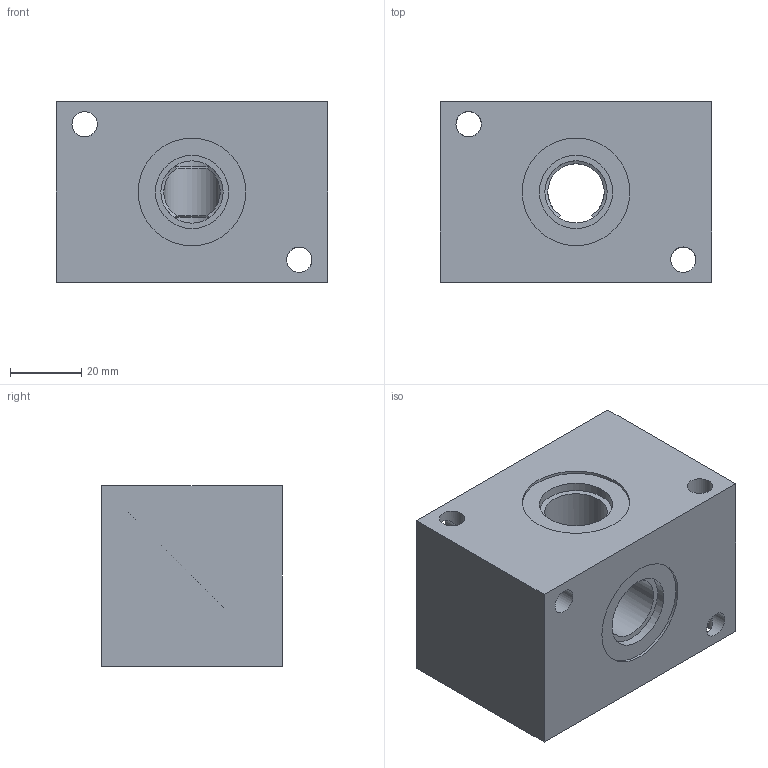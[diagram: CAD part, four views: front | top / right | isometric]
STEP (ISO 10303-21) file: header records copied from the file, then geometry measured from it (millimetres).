
FILE_DESCRIPTION((''),'2;1');
FILE_NAME('AJ2700108S.stp','2013-11-15T16:36:45',('juliea'),(''),'Autodesk Inventor 2012','Autodesk Inventor 2012','');
FILE_SCHEMA(('AUTOMOTIVE_DESIGN { 1 0 10303 214 1 1 1 1 }'));
Length unit declared in the file: millimetre
Products named in the file (1): AJ2700108S
Bounding box: 76.2 x 50.8 x 50.8 mm (x, y, z)
Volume: 171095.1 mm3; surface area: 27520.2 mm2
Topology: 1 solids, 1 shells, 40 faces, 93 edges, 56 vertices
Faces by surface type: cylinder 22, plane 12, cone 6
Full cylindrical faces by diameter (mm): 7.137 x8, 17.501 x3, 20.599 x3, 30.251 x3
Entity records: 1113 total; most frequent: CARTESIAN_POINT 210, DIRECTION 196, ORIENTED_EDGE 146, AXIS2_PLACEMENT_3D 92, EDGE_LOOP 74, EDGE_CURVE 73, VERTEX_POINT 53, FACE_OUTER_BOUND 40
